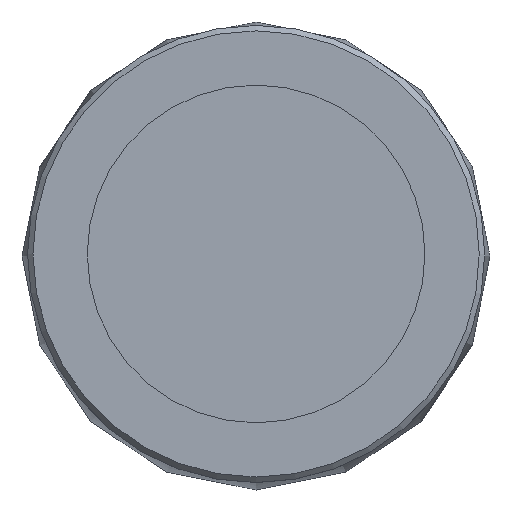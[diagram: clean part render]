
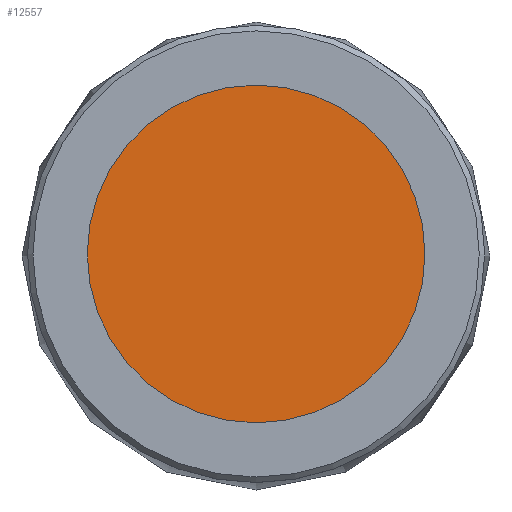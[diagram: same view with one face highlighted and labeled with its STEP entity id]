
A CAD part, top view. The second image highlights one B-rep face of the part: STEP entity #12557.
In plain terms, the highlighted planar face has unit normal (0, 0, 1).
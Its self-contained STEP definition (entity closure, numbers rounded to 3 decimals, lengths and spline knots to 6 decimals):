
#2777=ORIENTED_EDGE('',*,*,#6881,.T.);
#6881=EDGE_CURVE('',#8937,#8937,#10320,.T.);
#8937=VERTEX_POINT('',#15930);
#10320=CIRCLE('',#13811,0.062225);
#10587=EDGE_LOOP('',(#2777));
#11470=FACE_BOUND('',#10587,.T.);
#12341=PLANE('',#13812);
#12557=ADVANCED_FACE('',(#11470),#12341,.T.);
#13811=AXIS2_PLACEMENT_3D('',#15929,#14382,#14383);
#13812=AXIS2_PLACEMENT_3D('',#15931,#14384,#14385);
#14382=DIRECTION('',(0.,0.,1.));
#14383=DIRECTION('',(1.,0.,0.));
#14384=DIRECTION('',(0.,0.,1.));
#14385=DIRECTION('',(1.,0.,0.));
#15929=CARTESIAN_POINT('',(0.,0.,0.479062));
#15930=CARTESIAN_POINT('',(0.062225,0.,0.479062));
#15931=CARTESIAN_POINT('',(0.,0.,0.479062));
